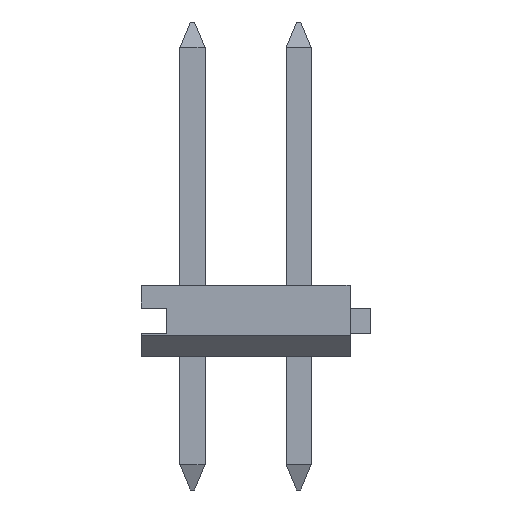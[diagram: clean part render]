
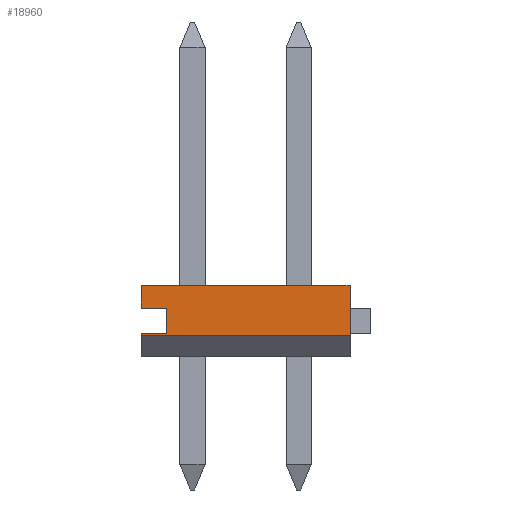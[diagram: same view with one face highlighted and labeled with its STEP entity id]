
A CAD part, left-side view. The second image highlights one B-rep face of the part: STEP entity #18960.
In plain terms, the highlighted planar face has unit normal (-1, 0, 0).
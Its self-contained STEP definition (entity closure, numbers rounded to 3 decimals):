
#18551=CARTESIAN_POINT('',(-15.24,1.9,1.15));
#18552=VERTEX_POINT('',#18551);
#18561=CARTESIAN_POINT('',(-15.24,2.5,1.15));
#18562=VERTEX_POINT('',#18561);
#18563=CARTESIAN_POINT('',(-15.24,2.5,1.15));
#18564=DIRECTION('',(0.0,-1.0,0.0));
#18565=VECTOR('',#18564,0.6);
#18566=LINE('',#18563,#18565);
#18567=EDGE_CURVE('',#18562,#18552,#18566,.T.);
#18593=CARTESIAN_POINT('',(-15.24,1.9,0.55));
#18594=VERTEX_POINT('',#18593);
#18609=CARTESIAN_POINT('',(-15.24,2.5,0.55));
#18610=VERTEX_POINT('',#18609);
#18617=CARTESIAN_POINT('',(-15.24,1.9,0.55));
#18618=DIRECTION('',(0.0,1.0,0.0));
#18619=VECTOR('',#18618,0.6);
#18620=LINE('',#18617,#18619);
#18621=EDGE_CURVE('',#18594,#18610,#18620,.T.);
#18631=CARTESIAN_POINT('',(-15.24,1.9,1.15));
#18632=DIRECTION('',(0.0,0.0,-1.0));
#18633=VECTOR('',#18632,0.6);
#18634=LINE('',#18631,#18633);
#18635=EDGE_CURVE('',#18552,#18594,#18634,.T.);
#18654=CARTESIAN_POINT('',(-15.24,2.5,1.7));
#18655=VERTEX_POINT('',#18654);
#18656=CARTESIAN_POINT('',(-15.24,2.5,1.7));
#18657=DIRECTION('',(0.0,0.0,-1.0));
#18658=VECTOR('',#18657,0.55);
#18659=LINE('',#18656,#18658);
#18660=EDGE_CURVE('',#18655,#18562,#18659,.T.);
#18741=CARTESIAN_POINT('',(-15.24,2.5,0.508));
#18742=VERTEX_POINT('',#18741);
#18749=CARTESIAN_POINT('',(-15.24,2.5,0.55));
#18750=DIRECTION('',(0.0,0.0,-1.0));
#18751=VECTOR('',#18750,0.042);
#18752=LINE('',#18749,#18751);
#18753=EDGE_CURVE('',#18610,#18742,#18752,.T.);
#18839=CARTESIAN_POINT('',(-15.24,-2.5,1.7));
#18840=VERTEX_POINT('',#18839);
#18847=CARTESIAN_POINT('',(-15.24,-2.5,0.508));
#18848=VERTEX_POINT('',#18847);
#18849=CARTESIAN_POINT('',(-15.24,-2.5,1.7));
#18850=DIRECTION('',(0.0,0.0,-1.0));
#18851=VECTOR('',#18850,1.192);
#18852=LINE('',#18849,#18851);
#18853=EDGE_CURVE('',#18840,#18848,#18852,.T.);
#18929=CARTESIAN_POINT('',(-15.24,2.5,1.7));
#18930=DIRECTION('',(0.0,-1.0,0.0));
#18931=VECTOR('',#18930,5.0);
#18932=LINE('',#18929,#18931);
#18933=EDGE_CURVE('',#18655,#18840,#18932,.T.);
#18940=CARTESIAN_POINT('',(-15.24,2.5,1.7));
#18941=DIRECTION('',(-1.0,0.0,0.0));
#18942=DIRECTION('',(0.0,0.0,1.0));
#18943=AXIS2_PLACEMENT_3D('',#18940,#18941,#18942);
#18944=PLANE('',#18943);
#18945=ORIENTED_EDGE('',*,*,#18621,.T.);
#18946=ORIENTED_EDGE('',*,*,#18753,.T.);
#18947=CARTESIAN_POINT('',(-15.24,-2.5,0.508));
#18948=DIRECTION('',(0.0,1.0,0.0));
#18949=VECTOR('',#18948,5.);
#18950=LINE('',#18947,#18949);
#18951=EDGE_CURVE('',#18848,#18742,#18950,.T.);
#18952=ORIENTED_EDGE('',*,*,#18951,.F.);
#18953=ORIENTED_EDGE('',*,*,#18853,.F.);
#18954=ORIENTED_EDGE('',*,*,#18933,.F.);
#18955=ORIENTED_EDGE('',*,*,#18660,.T.);
#18956=ORIENTED_EDGE('',*,*,#18567,.T.);
#18957=ORIENTED_EDGE('',*,*,#18635,.T.);
#18958=EDGE_LOOP('',(#18945,#18946,#18952,#18953,#18954,#18955,#18956,#18957));
#18959=FACE_OUTER_BOUND('',#18958,.T.);
#18960=ADVANCED_FACE('',(#18959),#18944,.T.);
